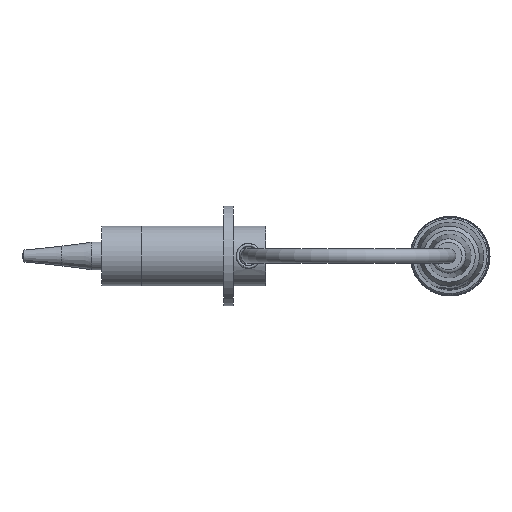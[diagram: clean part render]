
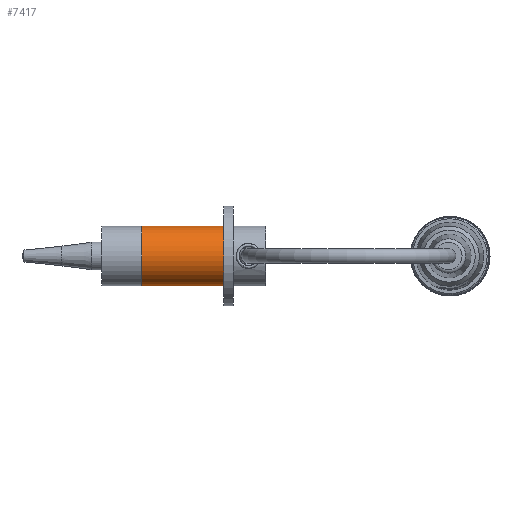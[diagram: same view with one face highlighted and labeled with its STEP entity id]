
A CAD part, front view. The second image highlights one B-rep face of the part: STEP entity #7417.
In plain terms, the highlighted cylindrical face has radius 7.5 mm (diameter 15 mm), a full revolution.
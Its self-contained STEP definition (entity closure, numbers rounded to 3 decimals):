
#56=B_SPLINE_CURVE_WITH_KNOTS('',3,(#16512,#16513,#16514,#16515,#16516,
#16517,#16518,#16519,#16520,#16521,#16522,#16523,#16524,#16525,#16526,#16527,
#16528,#16529,#16530,#16531,#16532,#16533,#16534,#16535,#16536,#16537,#16538,
#16539,#16540,#16541,#16542,#16543,#16544,#16545),.UNSPECIFIED.,.T.,.F.,
(4,2,2,2,2,2,2,2,2,2,2,2,2,2,2,2,4),(0.,0.028,0.057,
0.085,0.113,0.141,0.17,
0.198,0.226,0.254,0.283,
0.311,0.339,0.368,0.396,
0.424,0.452),.UNSPECIFIED.);
#59=B_SPLINE_CURVE_WITH_KNOTS('',3,(#16618,#16619,#16620,#16621,#16622,
#16623,#16624,#16625,#16626,#16627,#16628,#16629,#16630,#16631,#16632,#16633,
#16634,#16635,#16636,#16637,#16638,#16639,#16640,#16641,#16642,#16643,#16644,
#16645,#16646,#16647,#16648,#16649,#16650,#16651),.UNSPECIFIED.,.T.,.F.,
(4,2,2,2,2,2,2,2,2,2,2,2,2,2,2,2,4),(0.,0.028,0.057,
0.085,0.113,0.141,0.17,
0.198,0.226,0.254,0.283,
0.311,0.339,0.368,0.396,
0.424,0.452),.UNSPECIFIED.);
#1686=FACE_BOUND('',#2536,.T.);
#1687=FACE_BOUND('',#2537,.T.);
#1688=FACE_BOUND('',#2538,.T.);
#2081=FACE_OUTER_BOUND('',#2535,.T.);
#2535=EDGE_LOOP('',(#6566));
#2536=EDGE_LOOP('',(#6567));
#2537=EDGE_LOOP('',(#6568));
#2538=EDGE_LOOP('',(#6569));
#2911=CIRCLE('',#8176,7.5);
#2912=CIRCLE('',#8178,7.5);
#3580=VERTEX_POINT('',#16511);
#3583=VERTEX_POINT('',#16617);
#3591=VERTEX_POINT('',#16746);
#3592=VERTEX_POINT('',#16749);
#4575=EDGE_CURVE('',#3580,#3580,#56,.T.);
#4578=EDGE_CURVE('',#3583,#3583,#59,.T.);
#4588=EDGE_CURVE('',#3591,#3591,#2911,.T.);
#4589=EDGE_CURVE('',#3592,#3592,#2912,.T.);
#6566=ORIENTED_EDGE('',*,*,#4588,.T.);
#6567=ORIENTED_EDGE('',*,*,#4578,.T.);
#6568=ORIENTED_EDGE('',*,*,#4575,.T.);
#6569=ORIENTED_EDGE('',*,*,#4589,.F.);
#6630=CYLINDRICAL_SURFACE('',#8177,7.5);
#7417=ADVANCED_FACE('',(#2081,#1686,#1687,#1688),#6630,.T.);
#8176=AXIS2_PLACEMENT_3D('',#16747,#10261,#10262);
#8177=AXIS2_PLACEMENT_3D('',#16748,#10263,#10264);
#8178=AXIS2_PLACEMENT_3D('',#16750,#10265,#10266);
#10261=DIRECTION('center_axis',(1.,0.,0.));
#10262=DIRECTION('ref_axis',(0.,1.,0.));
#10263=DIRECTION('center_axis',(1.,0.,0.));
#10264=DIRECTION('ref_axis',(0.,0.,
1.));
#10265=DIRECTION('center_axis',(1.,0.,0.));
#10266=DIRECTION('ref_axis',(0.,1.,0.));
#16511=CARTESIAN_POINT('',(200.415,-257.954,-473.289));
#16512=CARTESIAN_POINT('Ctrl Pts',(200.415,-257.954,-473.289));
#16513=CARTESIAN_POINT('Ctrl Pts',(200.509,-257.954,-473.289));
#16514=CARTESIAN_POINT('Ctrl Pts',(200.61,-257.935,-473.291));
#16515=CARTESIAN_POINT('Ctrl Pts',(200.794,-257.859,-473.298));
#16516=CARTESIAN_POINT('Ctrl Pts',(200.879,-257.801,-473.303));
#16517=CARTESIAN_POINT('Ctrl Pts',(201.012,-257.668,-473.312));
#16518=CARTESIAN_POINT('Ctrl Pts',(201.07,-257.584,-473.317));
#16519=CARTESIAN_POINT('Ctrl Pts',(201.146,-257.399,-473.324));
#16520=CARTESIAN_POINT('Ctrl Pts',(201.165,-257.298,-473.326));
#16521=CARTESIAN_POINT('Ctrl Pts',(201.165,-257.11,-473.326));
#16522=CARTESIAN_POINT('Ctrl Pts',(201.146,-257.009,-473.324));
#16523=CARTESIAN_POINT('Ctrl Pts',(201.07,-256.825,-473.317));
#16524=CARTESIAN_POINT('Ctrl Pts',(201.012,-256.74,-473.312));
#16525=CARTESIAN_POINT('Ctrl Pts',(200.879,-256.607,-473.303));
#16526=CARTESIAN_POINT('Ctrl Pts',(200.794,-256.55,-473.298));
#16527=CARTESIAN_POINT('Ctrl Pts',(200.61,-256.473,-473.291));
#16528=CARTESIAN_POINT('Ctrl Pts',(200.509,-256.454,-473.289));
#16529=CARTESIAN_POINT('Ctrl Pts',(200.321,-256.454,-473.289));
#16530=CARTESIAN_POINT('Ctrl Pts',(200.22,-256.473,-473.291));
#16531=CARTESIAN_POINT('Ctrl Pts',(200.035,-256.55,-473.298));
#16532=CARTESIAN_POINT('Ctrl Pts',(199.951,-256.607,-473.303));
#16533=CARTESIAN_POINT('Ctrl Pts',(199.818,-256.74,-473.312));
#16534=CARTESIAN_POINT('Ctrl Pts',(199.76,-256.825,-473.317));
#16535=CARTESIAN_POINT('Ctrl Pts',(199.684,-257.009,-473.324));
#16536=CARTESIAN_POINT('Ctrl Pts',(199.665,-257.11,-473.326));
#16537=CARTESIAN_POINT('Ctrl Pts',(199.665,-257.298,-473.326));
#16538=CARTESIAN_POINT('Ctrl Pts',(199.684,-257.399,-473.324));
#16539=CARTESIAN_POINT('Ctrl Pts',(199.76,-257.584,-473.317));
#16540=CARTESIAN_POINT('Ctrl Pts',(199.818,-257.668,-473.312));
#16541=CARTESIAN_POINT('Ctrl Pts',(199.951,-257.801,-473.303));
#16542=CARTESIAN_POINT('Ctrl Pts',(200.035,-257.859,-473.298));
#16543=CARTESIAN_POINT('Ctrl Pts',(200.22,-257.935,-473.291));
#16544=CARTESIAN_POINT('Ctrl Pts',(200.321,-257.954,-473.289));
#16545=CARTESIAN_POINT('Ctrl Pts',(200.415,-257.954,-473.289));
#16617=CARTESIAN_POINT('',(200.415,-257.954,-458.364));
#16618=CARTESIAN_POINT('Ctrl Pts',(200.415,-257.954,-458.364));
#16619=CARTESIAN_POINT('Ctrl Pts',(200.321,-257.954,-458.364));
#16620=CARTESIAN_POINT('Ctrl Pts',(200.22,-257.935,-458.362));
#16621=CARTESIAN_POINT('Ctrl Pts',(200.035,-257.859,-458.355));
#16622=CARTESIAN_POINT('Ctrl Pts',(199.951,-257.801,-458.35));
#16623=CARTESIAN_POINT('Ctrl Pts',(199.818,-257.668,-458.34));
#16624=CARTESIAN_POINT('Ctrl Pts',(199.76,-257.584,-458.335));
#16625=CARTESIAN_POINT('Ctrl Pts',(199.684,-257.399,-458.328));
#16626=CARTESIAN_POINT('Ctrl Pts',(199.665,-257.298,-458.326));
#16627=CARTESIAN_POINT('Ctrl Pts',(199.665,-257.11,-458.326));
#16628=CARTESIAN_POINT('Ctrl Pts',(199.684,-257.009,-458.328));
#16629=CARTESIAN_POINT('Ctrl Pts',(199.76,-256.825,-458.335));
#16630=CARTESIAN_POINT('Ctrl Pts',(199.818,-256.74,-458.34));
#16631=CARTESIAN_POINT('Ctrl Pts',(199.951,-256.607,-458.35));
#16632=CARTESIAN_POINT('Ctrl Pts',(200.035,-256.55,-458.355));
#16633=CARTESIAN_POINT('Ctrl Pts',(200.22,-256.473,-458.362));
#16634=CARTESIAN_POINT('Ctrl Pts',(200.321,-256.454,-458.364));
#16635=CARTESIAN_POINT('Ctrl Pts',(200.509,-256.454,-458.364));
#16636=CARTESIAN_POINT('Ctrl Pts',(200.61,-256.473,-458.362));
#16637=CARTESIAN_POINT('Ctrl Pts',(200.794,-256.55,-458.355));
#16638=CARTESIAN_POINT('Ctrl Pts',(200.879,-256.607,-458.35));
#16639=CARTESIAN_POINT('Ctrl Pts',(201.012,-256.74,-458.34));
#16640=CARTESIAN_POINT('Ctrl Pts',(201.07,-256.825,-458.335));
#16641=CARTESIAN_POINT('Ctrl Pts',(201.146,-257.009,-458.328));
#16642=CARTESIAN_POINT('Ctrl Pts',(201.165,-257.11,-458.326));
#16643=CARTESIAN_POINT('Ctrl Pts',(201.165,-257.298,-458.326));
#16644=CARTESIAN_POINT('Ctrl Pts',(201.146,-257.399,-458.328));
#16645=CARTESIAN_POINT('Ctrl Pts',(201.07,-257.584,-458.335));
#16646=CARTESIAN_POINT('Ctrl Pts',(201.012,-257.668,-458.34));
#16647=CARTESIAN_POINT('Ctrl Pts',(200.879,-257.801,-458.35));
#16648=CARTESIAN_POINT('Ctrl Pts',(200.794,-257.859,-458.355));
#16649=CARTESIAN_POINT('Ctrl Pts',(200.61,-257.935,-458.362));
#16650=CARTESIAN_POINT('Ctrl Pts',(200.509,-257.954,-458.364));
#16651=CARTESIAN_POINT('Ctrl Pts',(200.415,-257.954,-458.364));
#16746=CARTESIAN_POINT('',(183.415,-257.204,-458.326));
#16747=CARTESIAN_POINT('Origin',(183.415,-257.204,-465.826));
#16748=CARTESIAN_POINT('Origin',(193.665,-257.204,-465.826));
#16749=CARTESIAN_POINT('',(203.915,-257.204,-458.326));
#16750=CARTESIAN_POINT('Origin',(203.915,-257.204,-465.826));
